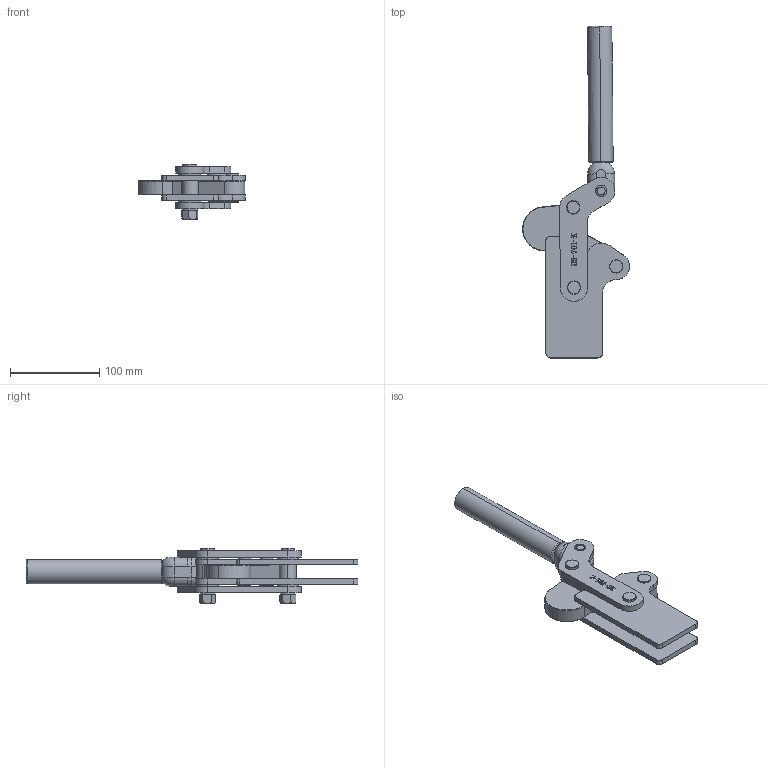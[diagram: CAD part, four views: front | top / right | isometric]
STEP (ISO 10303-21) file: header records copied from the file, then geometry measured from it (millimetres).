
FILE_DESCRIPTION (( 'STEP AP203' ), '1' );
FILE_NAME ('HS-701-K .STEP', '2019-08-29T10:27:43', ( '微软用户' ), ( '微软中国' ), 'SwSTEP 2.0', 'SolidWorks 2012', '' );
FILE_SCHEMA (( 'CONFIG_CONTROL_DESIGN' ));
Length unit declared in the file: millimetre
Products named in the file (14): 菜え; HS-701-K ; prevailing torque hex nuts2 class 9 gb_GB_HEXAGON_LOCK_TYPE5 M10-N; curved single coil spring lock washers gb_GB_FASTENER_WASHER_CSLW 10; T倛种; 种1; 騵艦杶; 湮怢論杶; 怢歎杶; 揤旋; 蟀裝; 菁釱; 忒梟; 忒參
Assembly tree (23 placements, depth 2):
  HS-701-K 
    菜え  x4
    忒參
    忒梟  x2
    菁釱
    蟀裝  x2
    揤旋
    怢歎杶
    湮怢論杶
    騵艦杶  x2
    种1  x2
    T倛种  x2
    curved single coil spring lock washers gb_GB_FASTENER_WASHER_CSLW 10  x2
    prevailing torque hex nuts2 class 9 gb_GB_HEXAGON_LOCK_TYPE5 M10-N  x2
Bounding box: 119.59 x 371.41 x 62.5 mm (x, y, z)
Volume: 408491.8 mm3; surface area: 131551 mm2
Topology: 24 solids, 24 shells, 1090 faces, 2806 edges, 1827 vertices
Faces by surface type: plane 565, bspline 242, cylinder 177, cone 86, torus 20
Entity records: 26567 total; most frequent: CARTESIAN_POINT 10263, ORIENTED_EDGE 3174, DIRECTION 2695, EDGE_CURVE 1587, VERTEX_POINT 1024, VECTOR 983, LINE 983, AXIS2_PLACEMENT_3D 856
